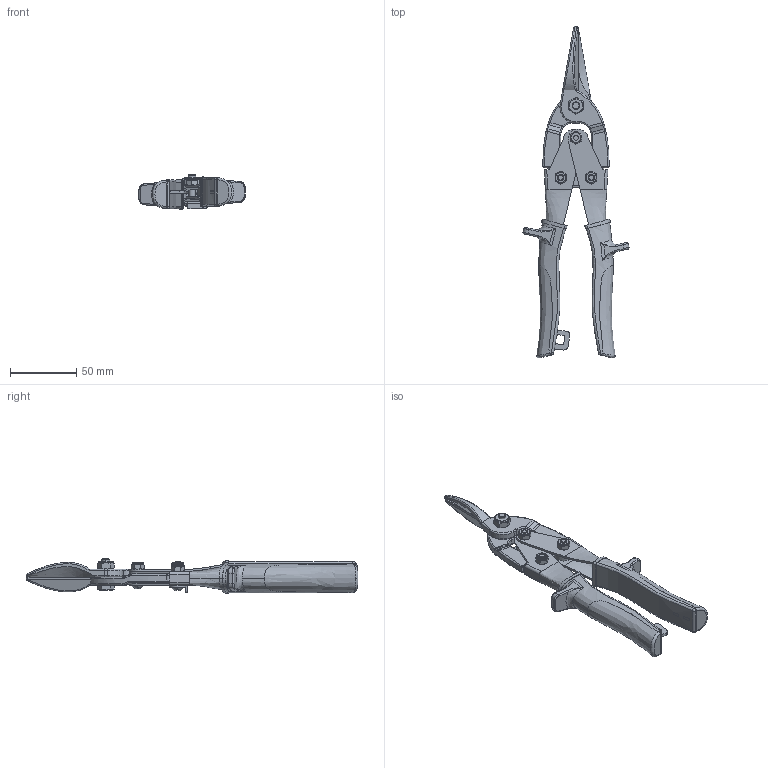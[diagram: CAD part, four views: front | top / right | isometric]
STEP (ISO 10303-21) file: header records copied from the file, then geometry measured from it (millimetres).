
FILE_DESCRIPTION (( 'STEP AP214' ), '1' );
FILE_NAME ('09-0778.STEP', '2024-09-23T07:51:54', ( '' ), ( '' ), 'SwSTEP 2.0', 'SolidWorks 2014', '' );
FILE_SCHEMA (( 'AUTOMOTIVE_DESIGN' ));
Length unit declared in the file: millimetre
Products named in the file (1): 09-0778
Bounding box: 79.78 x 249.66 x 26.25 mm (x, y, z)
Volume: 93685.2 mm3; surface area: 56974.9 mm2
Topology: 17 solids, 17 shells, 637 faces, 1646 edges, 1034 vertices
Faces by surface type: plane 209, cylinder 179, bspline 165, cone 42, torus 30, sphere 12
Entity records: 70181 total; most frequent: CARTESIAN_POINT 56004, ORIENTED_EDGE 3252, DIRECTION 2406, EDGE_CURVE 1626, VERTEX_POINT 1034, AXIS2_PLACEMENT_3D 913, EDGE_LOOP 676, ADVANCED_FACE 637
